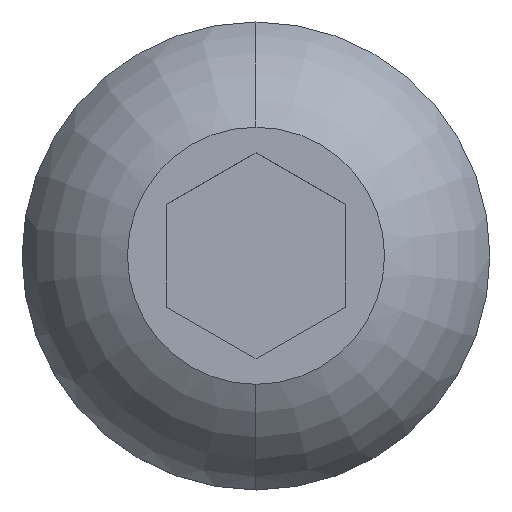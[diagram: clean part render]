
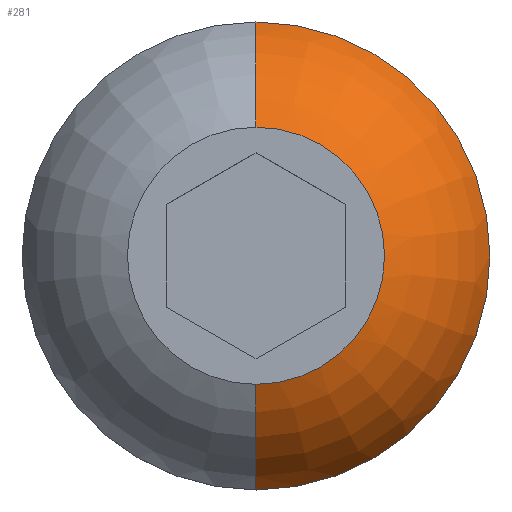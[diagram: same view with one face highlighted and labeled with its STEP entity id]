
A CAD part, top view. The second image highlights one B-rep face of the part: STEP entity #281.
In plain terms, the highlighted toroidal (fillet/blend) face has major radius 1.18 mm and minor radius 4.331 mm.
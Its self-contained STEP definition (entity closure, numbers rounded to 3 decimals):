
#29 = CARTESIAN_POINT ( 'NONE',  ( 0., -1.18, -0.681 ) ) ;
#52 = DIRECTION ( 'NONE',  ( 0., 0., 1. ) ) ;
#53 = DIRECTION ( 'NONE',  ( 0., 0., -1. ) ) ;
#85 = EDGE_CURVE ( 'NONE', #542, #173, #310, .T. ) ;
#110 = DIRECTION ( 'NONE',  ( -1., 0., 0. ) ) ;
#149 = FACE_OUTER_BOUND ( 'NONE', #391, .T. ) ;
#157 = AXIS2_PLACEMENT_3D ( 'NONE', #29, #199, #259 ) ;
#164 = DIRECTION ( 'NONE',  ( 0., 0., -1. ) ) ;
#173 = VERTEX_POINT ( 'NONE', #432 ) ;
#199 = DIRECTION ( 'NONE',  ( 1., 0., 0. ) ) ;
#215 = AXIS2_PLACEMENT_3D ( 'NONE', #691, #53, #489 ) ;
#238 = CARTESIAN_POINT ( 'NONE',  ( 0., 0., 0.8 ) ) ;
#259 = DIRECTION ( 'NONE',  ( 0., 0., -1. ) ) ;
#263 = AXIS2_PLACEMENT_3D ( 'NONE', #620, #629, #634 ) ;
#264 = CARTESIAN_POINT ( 'NONE',  ( 0., 2.885, 3.3 ) ) ;
#281 = ADVANCED_FACE ( 'NONE', ( #149 ), #756, .T. ) ;
#294 = VERTEX_POINT ( 'NONE', #826 ) ;
#305 = AXIS2_PLACEMENT_3D ( 'NONE', #428, #814, #577 ) ;
#310 = CIRCLE ( 'NONE', #525, 5.25 ) ;
#333 = EDGE_CURVE ( 'NONE', #294, #173, #816, .T. ) ;
#391 = EDGE_LOOP ( 'NONE', ( #725, #544, #590, #415, #424 ) ) ;
#415 = ORIENTED_EDGE ( 'NONE', *, *, #469, .F. ) ;
#424 = ORIENTED_EDGE ( 'NONE', *, *, #476, .F. ) ;
#428 = CARTESIAN_POINT ( 'NONE',  ( 0., 0., -0.681 ) ) ;
#432 = CARTESIAN_POINT ( 'NONE',  ( 0., -5.25, 0.8 ) ) ;
#442 = CIRCLE ( 'NONE', #656, 4.331 ) ;
#469 = EDGE_CURVE ( 'NONE', #696, #542, #695, .T. ) ;
#476 = EDGE_CURVE ( 'NONE', #640, #696, #442, .T. ) ;
#489 = DIRECTION ( 'NONE',  ( -1., 0., 0. ) ) ;
#490 = DIRECTION ( 'NONE',  ( -1., 0., 0. ) ) ;
#492 = CARTESIAN_POINT ( 'NONE',  ( 0., 1.18, -0.681 ) ) ;
#506 = EDGE_CURVE ( 'NONE', #294, #640, #605, .T. ) ;
#521 = CARTESIAN_POINT ( 'NONE',  ( 0., 5.25, 0.8 ) ) ;
#525 = AXIS2_PLACEMENT_3D ( 'NONE', #238, #164, #490 ) ;
#542 = VERTEX_POINT ( 'NONE', #576 ) ;
#544 = ORIENTED_EDGE ( 'NONE', *, *, #333, .T. ) ;
#576 = CARTESIAN_POINT ( 'NONE',  ( 5.25, 0., 0.8 ) ) ;
#577 = DIRECTION ( 'NONE',  ( 0., 1., 0. ) ) ;
#590 = ORIENTED_EDGE ( 'NONE', *, *, #85, .F. ) ;
#605 = CIRCLE ( 'NONE', #263, 2.885 ) ;
#620 = CARTESIAN_POINT ( 'NONE',  ( 0., 0., 3.3 ) ) ;
#629 = DIRECTION ( 'NONE',  ( 0., 0., 1. ) ) ;
#634 = DIRECTION ( 'NONE',  ( 0., 1., 0. ) ) ;
#640 = VERTEX_POINT ( 'NONE', #264 ) ;
#656 = AXIS2_PLACEMENT_3D ( 'NONE', #492, #110, #52 ) ;
#691 = CARTESIAN_POINT ( 'NONE',  ( 0., 0., 0.8 ) ) ;
#695 = CIRCLE ( 'NONE', #215, 5.25 ) ;
#696 = VERTEX_POINT ( 'NONE', #521 ) ;
#725 = ORIENTED_EDGE ( 'NONE', *, *, #506, .F. ) ;
#756 = TOROIDAL_SURFACE ( 'NONE', #305, 1.18, 4.331 ) ;
#814 = DIRECTION ( 'NONE',  ( 0., 0., -1. ) ) ;
#816 = CIRCLE ( 'NONE', #157, 4.331 ) ;
#826 = CARTESIAN_POINT ( 'NONE',  ( 0., -2.885, 3.3 ) ) ;
